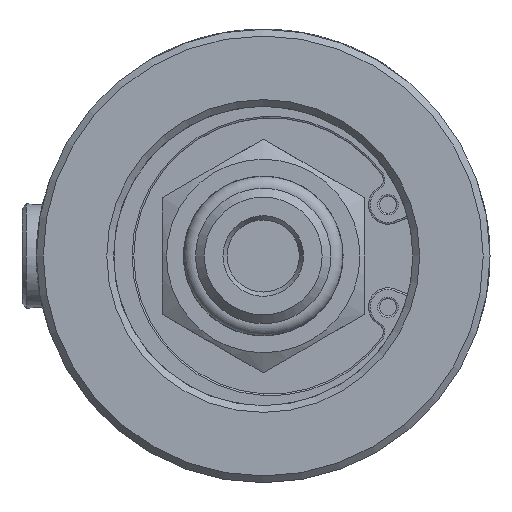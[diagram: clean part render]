
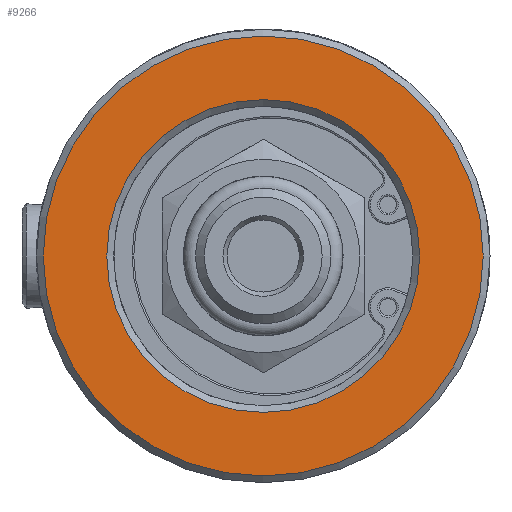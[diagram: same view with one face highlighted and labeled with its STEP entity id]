
A CAD part, left-side view. The second image highlights one B-rep face of the part: STEP entity #9266.
In plain terms, the highlighted planar face has unit normal (-1, 0, 0).
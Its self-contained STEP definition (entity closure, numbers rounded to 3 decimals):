
#91=FACE_BOUND('',#2886,.T.);
#1432=PLANE('',#9874);
#2307=FACE_OUTER_BOUND('',#2885,.T.);
#2885=EDGE_LOOP('',(#7612,#7613));
#2886=EDGE_LOOP('',(#7614,#7615));
#3356=CIRCLE('',#9872,18.435);
#3357=CIRCLE('',#9873,18.435);
#3358=CIRCLE('',#9875,25.925);
#3359=CIRCLE('',#9876,25.925);
#4225=VERTEX_POINT('',#61342);
#4226=VERTEX_POINT('',#61344);
#4227=VERTEX_POINT('',#61348);
#4228=VERTEX_POINT('',#61349);
#5419=EDGE_CURVE('',#4226,#4225,#3356,.T.);
#5420=EDGE_CURVE('',#4225,#4226,#3357,.T.);
#5421=EDGE_CURVE('',#4227,#4228,#3358,.T.);
#5422=EDGE_CURVE('',#4228,#4227,#3359,.T.);
#7612=ORIENTED_EDGE('',*,*,#5421,.F.);
#7613=ORIENTED_EDGE('',*,*,#5422,.F.);
#7614=ORIENTED_EDGE('',*,*,#5419,.T.);
#7615=ORIENTED_EDGE('',*,*,#5420,.T.);
#9266=ADVANCED_FACE('',(#2307,#91),#1432,.T.);
#9872=AXIS2_PLACEMENT_3D('',#61345,#11429,#11430);
#9873=AXIS2_PLACEMENT_3D('',#61346,#11431,#11432);
#9874=AXIS2_PLACEMENT_3D('',#61347,#11433,#11434);
#9875=AXIS2_PLACEMENT_3D('',#61350,#11435,#11436);
#9876=AXIS2_PLACEMENT_3D('',#61351,#11437,#11438);
#11429=DIRECTION('center_axis',(1.,0.,0.));
#11430=DIRECTION('ref_axis',(0.,1.,0.));
#11431=DIRECTION('center_axis',(1.,0.,0.));
#11432=DIRECTION('ref_axis',(0.,1.,0.));
#11433=DIRECTION('center_axis',(-1.,0.,0.));
#11434=DIRECTION('ref_axis',(0.,0.,1.));
#11435=DIRECTION('center_axis',(1.,0.,0.));
#11436=DIRECTION('ref_axis',(0.,1.,0.));
#11437=DIRECTION('center_axis',(1.,0.,0.));
#11438=DIRECTION('ref_axis',(0.,1.,0.));
#61342=CARTESIAN_POINT('',(15.661,-18.435,0.));
#61344=CARTESIAN_POINT('',(15.661,18.435,0.));
#61345=CARTESIAN_POINT('Origin',(15.661,0.,0.));
#61346=CARTESIAN_POINT('Origin',(15.661,0.,0.));
#61347=CARTESIAN_POINT('Origin',(15.661,12.963,0.));
#61348=CARTESIAN_POINT('',(15.661,25.925,0.));
#61349=CARTESIAN_POINT('',(15.661,-25.925,0.));
#61350=CARTESIAN_POINT('Origin',(15.661,0.,0.));
#61351=CARTESIAN_POINT('Origin',(15.661,0.,0.));
